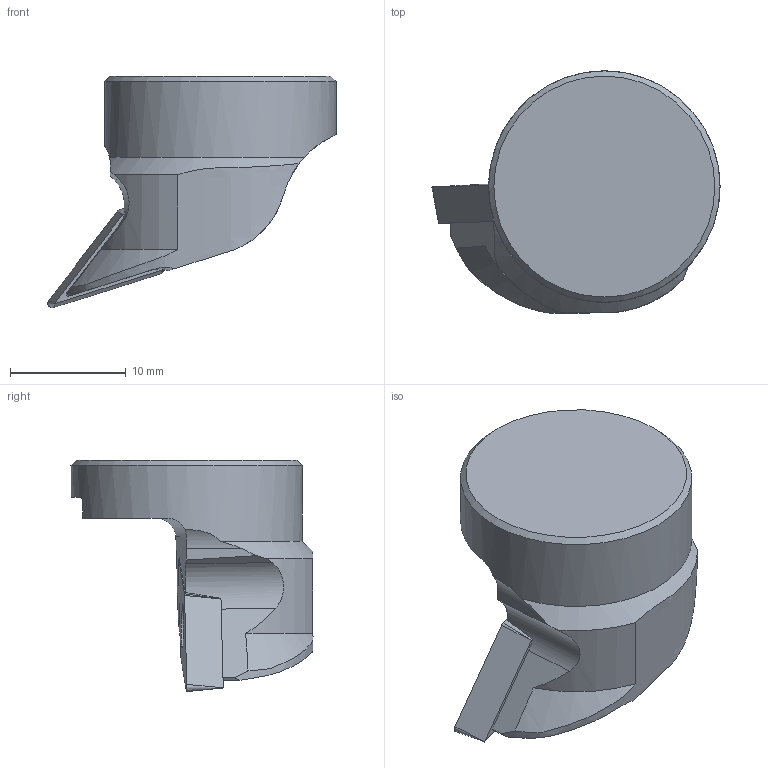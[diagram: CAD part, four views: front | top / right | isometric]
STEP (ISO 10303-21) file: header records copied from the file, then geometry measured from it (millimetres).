
FILE_DESCRIPTION(/* description */ (''),/* implementation_level */ '2;1');
FILE_NAME(/* name */ '1720074254320.stp',/* time_stamp */ '2024-07-04T08:24:18+02:00',/* author */ (''),/* organization */ ('SMS'),/* preprocessor_version */ 'ST-DEVELOPER v16.7',/* originating_system */ 'SIEMENS PLM Software NX 12.0',/* authorisation */ '');
FILE_SCHEMA (('AUTOMOTIVE_DESIGN { 1 0 10303 214 3 1 1 1 }'));
Length unit declared in the file: millimetre
Products named in the file (4): IsoTurningInsert; ASSEMBLY_CONSTRUCTION; 205401489mod000_00; 205401490mod000_00
Assembly tree (3 placements, depth 2):
  205401490mod000_00
    205401489mod000_00
    ASSEMBLY_CONSTRUCTION
    IsoTurningInsert
Bounding box: 24.9 x 20.91 x 20 mm (x, y, z)
Volume: 3290.2 mm3; surface area: 1805.5 mm2
Topology: 2 solids, 2 shells, 46 faces, 122 edges, 88 vertices
Faces by surface type: plane 21, cylinder 11, cone 9, torus 4, extrusion 1
Full cylindrical faces by diameter (mm): 2.8 x2, 20 x1
Entity records: 1754 total; most frequent: CARTESIAN_POINT 507, DIRECTION 234, ORIENTED_EDGE 210, EDGE_CURVE 105, AXIS2_PLACEMENT_3D 94, VERTEX_POINT 74, EDGE_LOOP 59, ADVANCED_FACE 46
